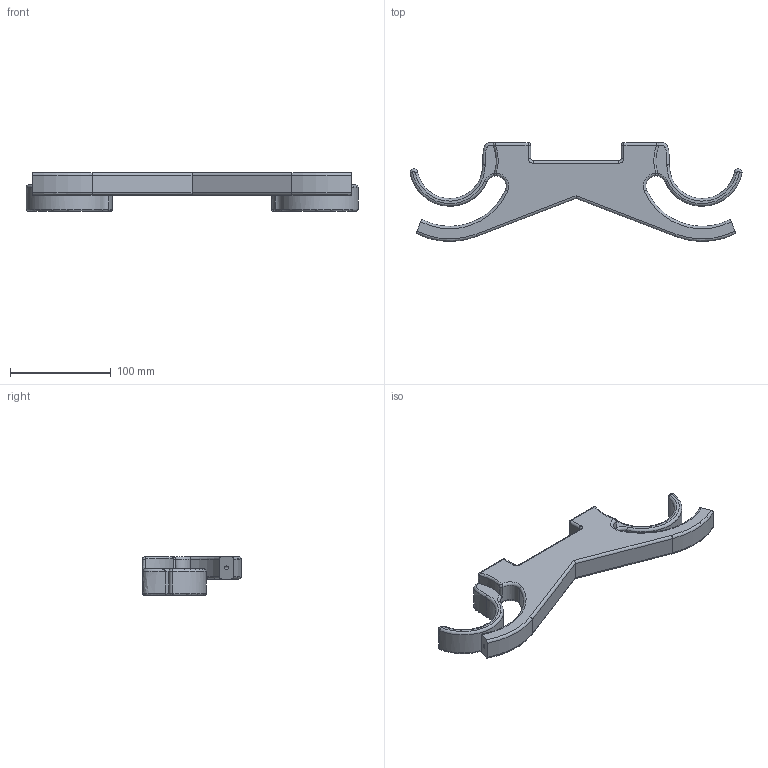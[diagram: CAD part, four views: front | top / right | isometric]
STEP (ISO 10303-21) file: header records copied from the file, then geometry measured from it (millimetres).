
FILE_DESCRIPTION(/* description */ (''),/* implementation_level */ '2;1');
FILE_NAME(/* name */ 'bras de phare.step',/* time_stamp */ '2021-02-15T17:46:08+01:00',/* author */ (''),/* organization */ (''),/* preprocessor_version */ 'ST-DEVELOPER v18.1',/* originating_system */ 'Autodesk Translation Framework v9.7.1.1290',/* authorisation */ '');
FILE_SCHEMA (('AUTOMOTIVE_DESIGN { 1 0 10303 214 3 1 1 }'));
Length unit declared in the file: millimetre
Products named in the file (2): bras de phare 2; bras
Assembly tree (1 placements, depth 2):
  bras de phare 2
    bras
Bounding box: 328.88 x 97.97 x 38 mm (x, y, z)
Volume: 314383 mm3; surface area: 58253.4 mm2
Topology: 1 solids, 1 shells, 113 faces, 273 edges, 158 vertices
Faces by surface type: bspline 38, cylinder 32, torus 22, plane 15, sphere 4, cone 2
Full cylindrical faces by diameter (mm): 4 x2
Entity records: 5588 total; most frequent: CARTESIAN_POINT 3198, ORIENTED_EDGE 534, DIRECTION 417, EDGE_CURVE 267, AXIS2_PLACEMENT_3D 177, VERTEX_POINT 158, EDGE_LOOP 115, FACE_OUTER_BOUND 113
